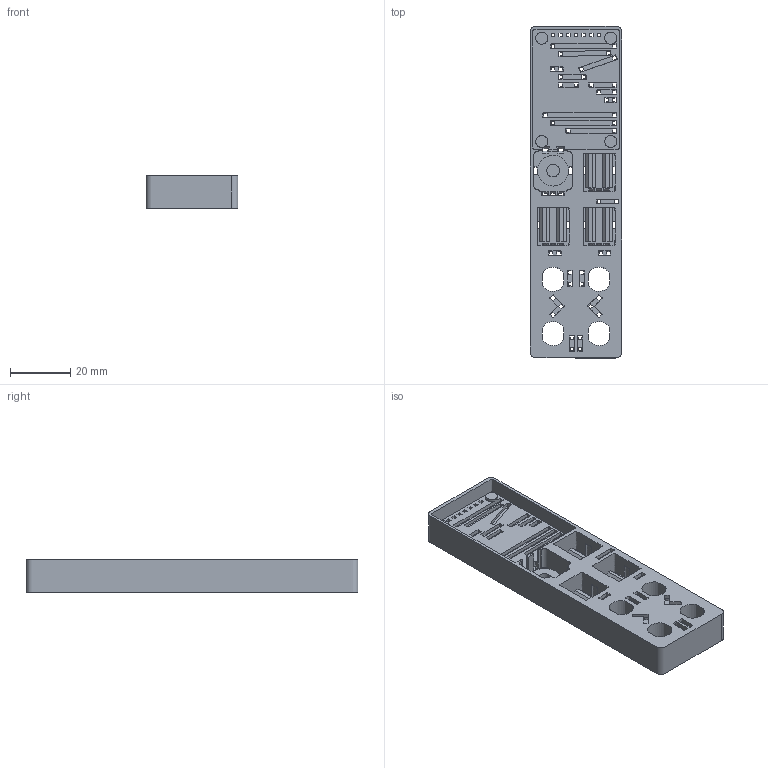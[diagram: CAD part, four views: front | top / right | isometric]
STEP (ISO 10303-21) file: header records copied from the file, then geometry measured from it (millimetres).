
FILE_DESCRIPTION(/* description */ (''),/* implementation_level */ '2;1');
FILE_NAME(/* name */ '3dpcb_top',/* time_stamp */ '2022-03-21T08:39:13+01:00',/* author */ (''),/* organization */ (''),/* preprocessor_version */ 'ST-DEVELOPER v10',/* originating_system */ '',/* authorisation */ '');
FILE_SCHEMA (('CONFIG_CONTROL_DESIGN'));
Length unit declared in the file: millimetre
Products named in the file (1): 1
Bounding box: 30.48 x 110 x 10.79 mm (x, y, z)
Volume: 22415.5 mm3; surface area: 16886.1 mm2
Topology: 1 solids, 1 shells, 1042 faces, 3007 edges, 1963 vertices
Faces by surface type: plane 669, bspline 373
Entity records: 50647 total; most frequent: CARTESIAN_POINT 31420, ORIENTED_EDGE 6014, EDGE_CURVE 3007, B_SPLINE_CURVE_WITH_KNOTS 2553, VERTEX_POINT 1963, EDGE_LOOP 1194, ADVANCED_FACE 1042, FACE_OUTER_BOUND 1042
